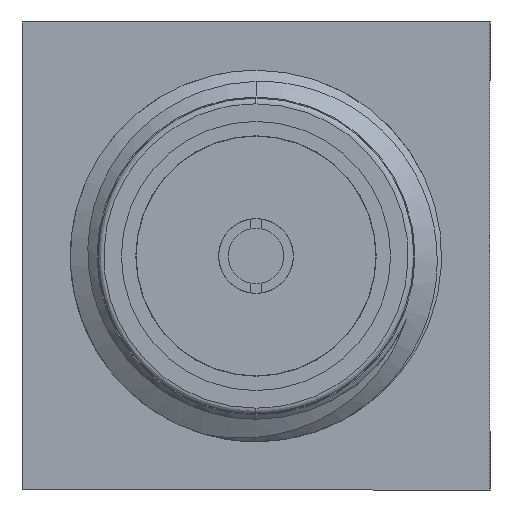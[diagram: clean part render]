
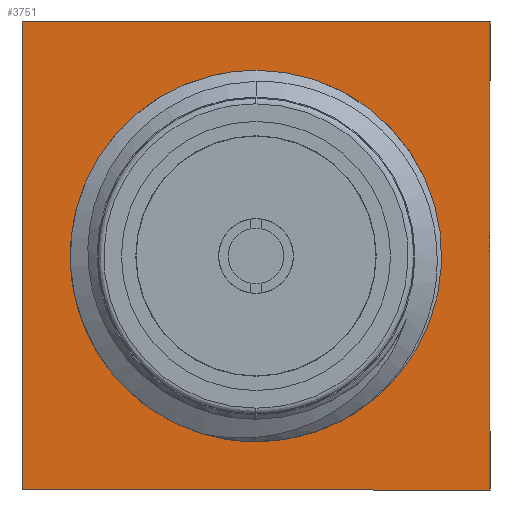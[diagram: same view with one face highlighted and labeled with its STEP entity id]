
A CAD part, left-side view. The second image highlights one B-rep face of the part: STEP entity #3751.
In plain terms, the highlighted planar face has unit normal (-1, 0, 0).
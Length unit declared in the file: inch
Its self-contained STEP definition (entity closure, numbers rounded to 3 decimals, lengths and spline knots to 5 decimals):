
#40 = CARTESIAN_POINT ( 'NONE',  ( 0.31024, 0., 0. ) ) ;
#123 = EDGE_CURVE ( 'NONE', #3719, #3243, #3125, .T. ) ;
#129 = VERTEX_POINT ( 'NONE', #185 ) ;
#149 = AXIS2_PLACEMENT_3D ( 'NONE', #40, #2059, #1777 ) ;
#174 = EDGE_CURVE ( 'NONE', #3243, #2675, #2348, .T. ) ;
#185 = CARTESIAN_POINT ( 'NONE',  ( 0.31024, 0., -0.1063 ) ) ;
#206 = CARTESIAN_POINT ( 'NONE',  ( 0.31024, 0.15748, 0.15748 ) ) ;
#214 = CARTESIAN_POINT ( 'NONE',  ( 0.31024, 0., 0. ) ) ;
#245 = LINE ( 'NONE', #206, #859 ) ;
#357 = ORIENTED_EDGE ( 'NONE', *, *, #2281, .T. ) ;
#466 = DIRECTION ( 'NONE',  ( 0., -1., 0. ) ) ;
#628 = FACE_OUTER_BOUND ( 'NONE', #3460, .T. ) ;
#716 = VECTOR ( 'NONE', #1140, 39.37008 ) ;
#764 = DIRECTION ( 'NONE',  ( 0., 0., -1. ) ) ;
#787 = ORIENTED_EDGE ( 'NONE', *, *, #3157, .T. ) ;
#859 = VECTOR ( 'NONE', #1062, 39.37008 ) ;
#907 = DIRECTION ( 'NONE',  ( 1., 0., 0. ) ) ;
#916 = VECTOR ( 'NONE', #2715, 39.37008 ) ;
#947 = CARTESIAN_POINT ( 'NONE',  ( 0.31024, -0.15748, 0.15748 ) ) ;
#950 = LINE ( 'NONE', #3358, #916 ) ;
#953 = CARTESIAN_POINT ( 'NONE',  ( 0.31024, 0., 0.1063 ) ) ;
#1062 = DIRECTION ( 'NONE',  ( 0., 1., 0. ) ) ;
#1140 = DIRECTION ( 'NONE',  ( 0., 0., 1. ) ) ;
#1219 = CIRCLE ( 'NONE', #1713, 0.1063 ) ;
#1446 = CARTESIAN_POINT ( 'NONE',  ( 0.31024, 0.15748, -0.15748 ) ) ;
#1713 = AXIS2_PLACEMENT_3D ( 'NONE', #3530, #907, #2966 ) ;
#1777 = DIRECTION ( 'NONE',  ( 0., 0., 1. ) ) ;
#1795 = VERTEX_POINT ( 'NONE', #3463 ) ;
#1922 = CARTESIAN_POINT ( 'NONE',  ( 0.31024, 0.15748, -0.15748 ) ) ;
#2053 = CARTESIAN_POINT ( 'NONE',  ( 0.31024, -0.15748, 0.15748 ) ) ;
#2059 = DIRECTION ( 'NONE',  ( -1., 0., 0. ) ) ;
#2111 = VERTEX_POINT ( 'NONE', #953 ) ;
#2188 = EDGE_LOOP ( 'NONE', ( #357, #2714 ) ) ;
#2189 = CARTESIAN_POINT ( 'NONE',  ( 0.31024, -0.15748, -0.15748 ) ) ;
#2281 = EDGE_CURVE ( 'NONE', #129, #2111, #3793, .T. ) ;
#2348 = LINE ( 'NONE', #2053, #716 ) ;
#2675 = VERTEX_POINT ( 'NONE', #947 ) ;
#2714 = ORIENTED_EDGE ( 'NONE', *, *, #3035, .T. ) ;
#2715 = DIRECTION ( 'NONE',  ( 0., 0., -1. ) ) ;
#2870 = EDGE_CURVE ( 'NONE', #2675, #1795, #245, .T. ) ;
#2878 = DIRECTION ( 'NONE',  ( 1., 0., 0. ) ) ;
#2966 = DIRECTION ( 'NONE',  ( 0., 0., -1. ) ) ;
#2990 = VECTOR ( 'NONE', #466, 39.37008 ) ;
#2994 = AXIS2_PLACEMENT_3D ( 'NONE', #214, #2878, #764 ) ;
#3035 = EDGE_CURVE ( 'NONE', #2111, #129, #1219, .T. ) ;
#3107 = ORIENTED_EDGE ( 'NONE', *, *, #2870, .T. ) ;
#3125 = LINE ( 'NONE', #1922, #2990 ) ;
#3157 = EDGE_CURVE ( 'NONE', #1795, #3719, #950, .T. ) ;
#3158 = ORIENTED_EDGE ( 'NONE', *, *, #123, .T. ) ;
#3243 = VERTEX_POINT ( 'NONE', #2189 ) ;
#3245 = ORIENTED_EDGE ( 'NONE', *, *, #174, .T. ) ;
#3358 = CARTESIAN_POINT ( 'NONE',  ( 0.31024, 0.15748, 0.15748 ) ) ;
#3460 = EDGE_LOOP ( 'NONE', ( #3158, #3245, #3107, #787 ) ) ;
#3463 = CARTESIAN_POINT ( 'NONE',  ( 0.31024, 0.15748, 0.15748 ) ) ;
#3485 = PLANE ( 'NONE',  #149 ) ;
#3530 = CARTESIAN_POINT ( 'NONE',  ( 0.31024, 0., 0. ) ) ;
#3555 = FACE_BOUND ( 'NONE', #2188, .T. ) ;
#3719 = VERTEX_POINT ( 'NONE', #1446 ) ;
#3751 = ADVANCED_FACE ( 'NONE', ( #3555, #628 ), #3485, .T. ) ;
#3793 = CIRCLE ( 'NONE', #2994, 0.1063 ) ;
